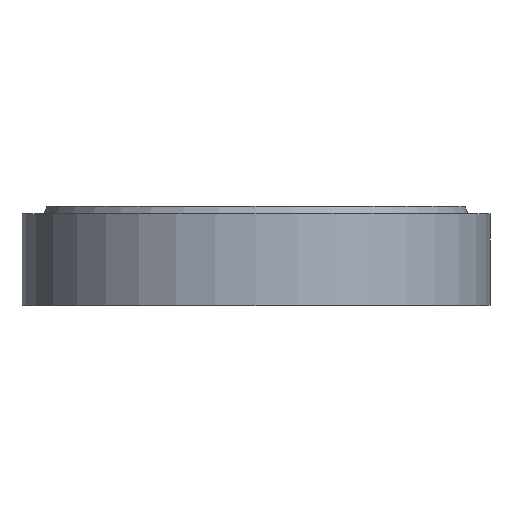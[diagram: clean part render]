
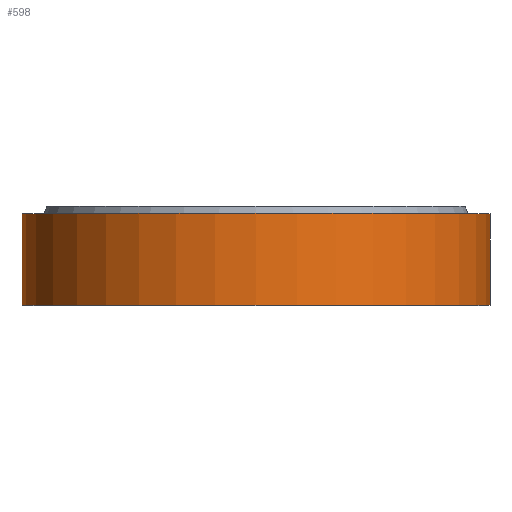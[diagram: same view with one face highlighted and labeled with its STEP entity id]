
A CAD part, top view. The second image highlights one B-rep face of the part: STEP entity #598.
In plain terms, the highlighted cylindrical face has radius 383 mm (diameter 766 mm), a partial arc.
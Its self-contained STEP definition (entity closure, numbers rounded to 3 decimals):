
#21 = ORIENTED_EDGE ( 'NONE', *, *, #682, .T. ) ;
#24 = DIRECTION ( 'NONE',  ( 1., 0., 0. ) ) ;
#52 = DIRECTION ( 'NONE',  ( 0., 0., 1. ) ) ;
#55 = AXIS2_PLACEMENT_3D ( 'NONE', #98, #582, #523 ) ;
#88 = EDGE_LOOP ( 'NONE', ( #356, #21, #362, #469 ) ) ;
#89 = VECTOR ( 'NONE', #52, 1000. ) ;
#98 = CARTESIAN_POINT ( 'NONE',  ( 0., 0., 0. ) ) ;
#103 = CYLINDRICAL_SURFACE ( 'NONE', #55, 383. ) ;
#104 = CARTESIAN_POINT ( 'NONE',  ( -383., 0., 0. ) ) ;
#154 = LINE ( 'NONE', #104, #89 ) ;
#190 = EDGE_CURVE ( 'NONE', #516, #408, #450, .T. ) ;
#220 = CIRCLE ( 'NONE', #400, 383. ) ;
#265 = DIRECTION ( 'NONE',  ( 1., 0., 0. ) ) ;
#273 = EDGE_CURVE ( 'NONE', #516, #369, #220, .T. ) ;
#294 = CARTESIAN_POINT ( 'NONE',  ( 383., 0., 0. ) ) ;
#313 = DIRECTION ( 'NONE',  ( 0., 0., 1. ) ) ;
#356 = ORIENTED_EDGE ( 'NONE', *, *, #273, .T. ) ;
#362 = ORIENTED_EDGE ( 'NONE', *, *, #589, .F. ) ;
#369 = VERTEX_POINT ( 'NONE', #420 ) ;
#400 = AXIS2_PLACEMENT_3D ( 'NONE', #603, #549, #24 ) ;
#408 = VERTEX_POINT ( 'NONE', #294 ) ;
#420 = CARTESIAN_POINT ( 'NONE',  ( -383., 0., -150. ) ) ;
#450 = LINE ( 'NONE', #544, #583 ) ;
#469 = ORIENTED_EDGE ( 'NONE', *, *, #190, .F. ) ;
#516 = VERTEX_POINT ( 'NONE', #638 ) ;
#518 = VERTEX_POINT ( 'NONE', #641 ) ;
#523 = DIRECTION ( 'NONE',  ( 1., 0., 0. ) ) ;
#527 = CARTESIAN_POINT ( 'NONE',  ( 0., 0., 0. ) ) ;
#544 = CARTESIAN_POINT ( 'NONE',  ( 383., 0., 0. ) ) ;
#549 = DIRECTION ( 'NONE',  ( 0., 0., 1. ) ) ;
#571 = FACE_OUTER_BOUND ( 'NONE', #88, .T. ) ;
#582 = DIRECTION ( 'NONE',  ( 0., 0., 1. ) ) ;
#583 = VECTOR ( 'NONE', #654, 1000. ) ;
#589 = EDGE_CURVE ( 'NONE', #408, #518, #616, .T. ) ;
#598 = ADVANCED_FACE ( 'NONE', ( #571 ), #103, .T. ) ;
#603 = CARTESIAN_POINT ( 'NONE',  ( 0., 0., -150. ) ) ;
#616 = CIRCLE ( 'NONE', #632, 383. ) ;
#632 = AXIS2_PLACEMENT_3D ( 'NONE', #527, #313, #265 ) ;
#638 = CARTESIAN_POINT ( 'NONE',  ( 383., 0., -150. ) ) ;
#641 = CARTESIAN_POINT ( 'NONE',  ( -383., 0., 0. ) ) ;
#654 = DIRECTION ( 'NONE',  ( 0., 0., 1. ) ) ;
#682 = EDGE_CURVE ( 'NONE', #369, #518, #154, .T. ) ;
